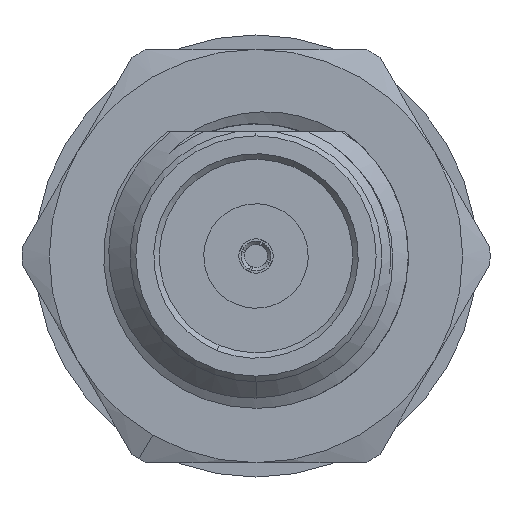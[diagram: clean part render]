
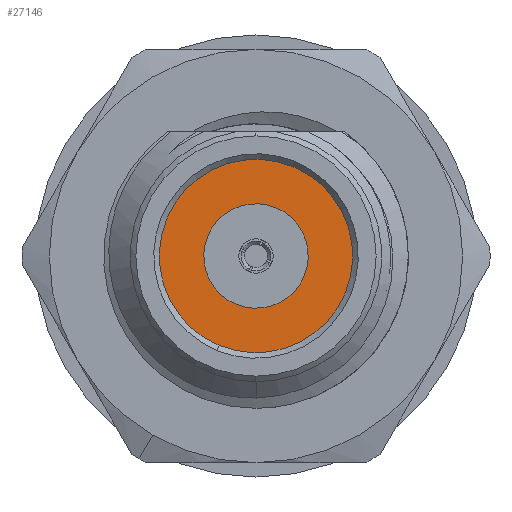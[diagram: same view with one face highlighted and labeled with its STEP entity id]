
A CAD part, left-side view. The second image highlights one B-rep face of the part: STEP entity #27146.
In plain terms, the highlighted planar face has unit normal (-1, 0, 0).
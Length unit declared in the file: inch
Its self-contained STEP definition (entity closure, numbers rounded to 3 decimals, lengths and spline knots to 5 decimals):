
#142 = EDGE_CURVE ( 'NONE', #16980, #28831, #27655, .T. ) ;
#1095 = DIRECTION ( 'NONE',  ( 0., -0.382, 0.924 ) ) ;
#1120 = DIRECTION ( 'NONE',  ( -1., 0., 0. ) ) ;
#1183 = CARTESIAN_POINT ( 'NONE',  ( 0.135, 0.01804, -0.04366 ) ) ;
#2490 = CARTESIAN_POINT ( 'NONE',  ( 0.135, 0., 0. ) ) ;
#3012 = PLANE ( 'NONE',  #12056 ) ;
#3122 = CARTESIAN_POINT ( 'NONE',  ( 0.135, 0., 0. ) ) ;
#5109 = ORIENTED_EDGE ( 'NONE', *, *, #6006, .T. ) ;
#6006 = EDGE_CURVE ( 'NONE', #27889, #16699, #13233, .T. ) ;
#6111 = CARTESIAN_POINT ( 'NONE',  ( 0.135, -0.03341, 0.08087 ) ) ;
#6785 = AXIS2_PLACEMENT_3D ( 'NONE', #2490, #10017, #22611 ) ;
#8804 = DIRECTION ( 'NONE',  ( 0., -0.382, 0.924 ) ) ;
#9894 = CARTESIAN_POINT ( 'NONE',  ( 0.135, 0., 0. ) ) ;
#10000 = CIRCLE ( 'NONE', #19428, 0.0875 ) ;
#10017 = DIRECTION ( 'NONE',  ( -1., 0., 0. ) ) ;
#10715 = CARTESIAN_POINT ( 'NONE',  ( 0.135, -0.01804, 0.04366 ) ) ;
#10986 = ORIENTED_EDGE ( 'NONE', *, *, #27924, .F. ) ;
#11246 = CARTESIAN_POINT ( 'NONE',  ( 0.135, 0., 0. ) ) ;
#12056 = AXIS2_PLACEMENT_3D ( 'NONE', #9894, #20201, #17572 ) ;
#12459 = CARTESIAN_POINT ( 'NONE',  ( 0.135, 0.03341, -0.08087 ) ) ;
#13233 = CIRCLE ( 'NONE', #28920, 0.0875 ) ;
#15279 = FACE_OUTER_BOUND ( 'NONE', #24310, .T. ) ;
#15553 = DIRECTION ( 'NONE',  ( 0., -0.382, 0.924 ) ) ;
#15569 = EDGE_CURVE ( 'NONE', #16699, #27889, #10000, .T. ) ;
#16699 = VERTEX_POINT ( 'NONE', #6111 ) ;
#16980 = VERTEX_POINT ( 'NONE', #1183 ) ;
#17572 = DIRECTION ( 'NONE',  ( 0., -0.382, 0.924 ) ) ;
#17723 = AXIS2_PLACEMENT_3D ( 'NONE', #11246, #1120, #8804 ) ;
#17733 = FACE_BOUND ( 'NONE', #20309, .T. ) ;
#18441 = CARTESIAN_POINT ( 'NONE',  ( 0.135, 0., 0. ) ) ;
#19341 = CIRCLE ( 'NONE', #6785, 0.04724 ) ;
#19428 = AXIS2_PLACEMENT_3D ( 'NONE', #18441, #25957, #1095 ) ;
#20201 = DIRECTION ( 'NONE',  ( -1., 0., 0. ) ) ;
#20309 = EDGE_LOOP ( 'NONE', ( #10986, #27317 ) ) ;
#22611 = DIRECTION ( 'NONE',  ( 0., -0.382, 0.924 ) ) ;
#22852 = ORIENTED_EDGE ( 'NONE', *, *, #15569, .T. ) ;
#24310 = EDGE_LOOP ( 'NONE', ( #22852, #5109 ) ) ;
#25957 = DIRECTION ( 'NONE',  ( -1., 0., 0. ) ) ;
#27146 = ADVANCED_FACE ( 'NONE', ( #15279, #17733 ), #3012, .T. ) ;
#27317 = ORIENTED_EDGE ( 'NONE', *, *, #142, .F. ) ;
#27655 = CIRCLE ( 'NONE', #17723, 0.04724 ) ;
#27889 = VERTEX_POINT ( 'NONE', #12459 ) ;
#27924 = EDGE_CURVE ( 'NONE', #28831, #16980, #19341, .T. ) ;
#28831 = VERTEX_POINT ( 'NONE', #10715 ) ;
#28920 = AXIS2_PLACEMENT_3D ( 'NONE', #3122, #30604, #15553 ) ;
#30604 = DIRECTION ( 'NONE',  ( -1., 0., 0. ) ) ;
